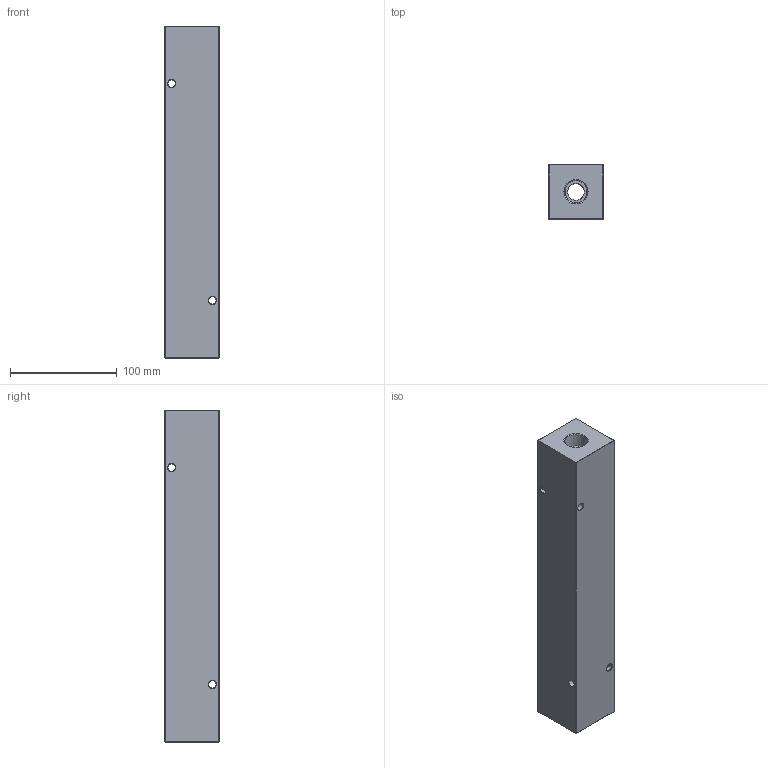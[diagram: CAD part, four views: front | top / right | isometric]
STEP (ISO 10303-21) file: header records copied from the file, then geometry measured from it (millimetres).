
FILE_DESCRIPTION (( 'STEP AP214' ), '1' );
FILE_NAME ('HM-6-0-P-8-6.STEP', '2020-02-28T19:02:04', ( '' ), ( '' ), 'SwSTEP 2.0', 'SolidWorks 2019', '' );
FILE_SCHEMA (( 'AUTOMOTIVE_DESIGN' ));
Length unit declared in the file: inch
Products named in the file (1): HM-6-0-P-8-6
Bounding box: 50.8 x 50.8 x 311.15 mm (x, y, z)
Volume: 708089.5 mm3; surface area: 91041.3 mm2
Topology: 1 solids, 1 shells, 493 faces, 1281 edges, 834 vertices
Faces by surface type: plane 233, bspline 194, cone 36, cylinder 30
Entity records: 31092 total; most frequent: CARTESIAN_POINT 14123, ORIENTED_EDGE 2562, DIRECTION 1557, EDGE_CURVE 1281, VERTEX_POINT 834, VECTOR 773, LINE 773, EDGE_LOOP 563
